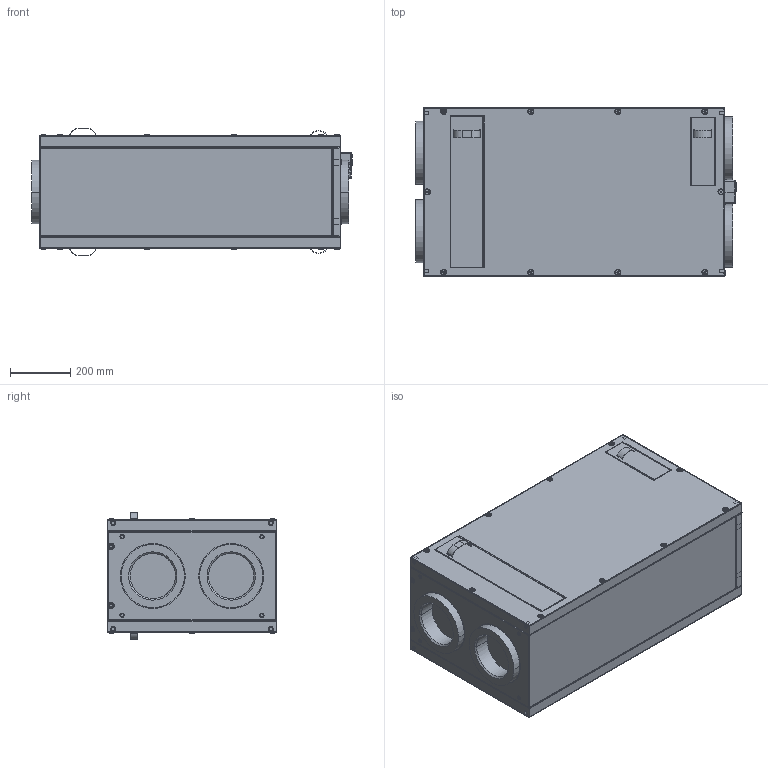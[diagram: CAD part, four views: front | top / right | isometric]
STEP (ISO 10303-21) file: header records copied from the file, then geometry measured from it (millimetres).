
FILE_DESCRIPTION(('CATIA V5 STEP Exchange','CAx-IF Rec.Pracs.--- Model Styling and Organization---1.4--- 2014-01-23','CAx-IF Rec.Pracs.--- Geometric and Assembly Validation Properties ---4.2---2014-10-09'),'2;1');
FILE_NAME('FR (201 251 301) 3D.stp','2018-09-25T08:54:16+00:00',('N.N.'),('Hovalwerke AG FL-9490 Vaduz'),'CATIA Version 5-6 Release 2016 SP3 HF4','CATIA V5 STEP AP214','none');
FILE_SCHEMA(('AUTOMOTIVE_DESIGN { 1 0 10303 214 1 1 1 1 }'));
Products named in the file (1): 4218063_FR (201) 3D-Vorlage für Internet-STP_12461167_C83_000_00
Bounding box: 1063.75 x 560 x 421 mm (x, y, z)
Volume: 208458158.4 mm3; surface area: 4432620.1 mm2
Topology: 1 solids, 25 shells, 2133 faces, 5297 edges, 3356 vertices
Faces by surface type: plane 1260, cylinder 647, cone 116, torus 100, sphere 10
Entity records: 60361 total; most frequent: CARTESIAN_POINT 12426, ORIENTED_EDGE 10558, DIRECTION 8185, EDGE_CURVE 5279, VECTOR 3396, LINE 3396, VERTEX_POINT 3356, AXIS2_PLACEMENT_3D 3148
